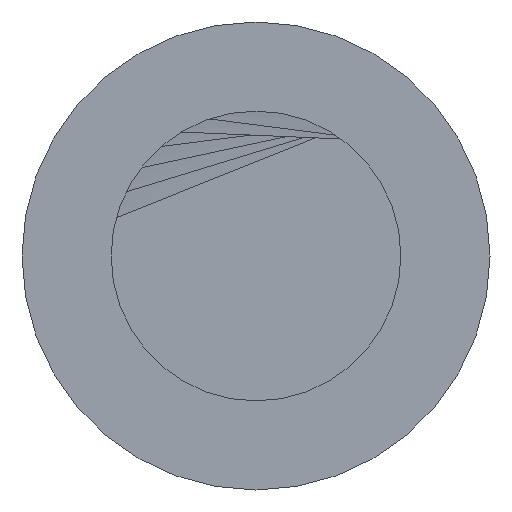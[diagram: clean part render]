
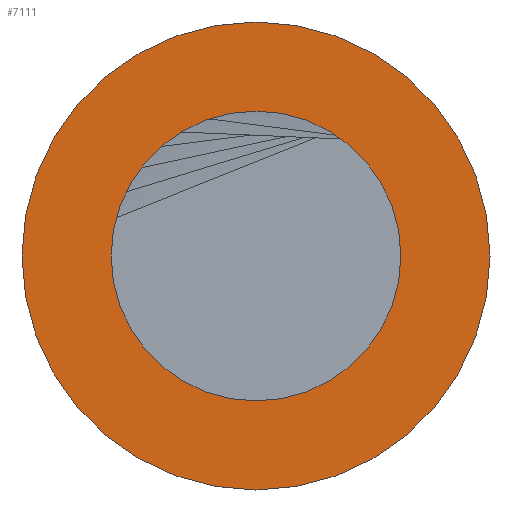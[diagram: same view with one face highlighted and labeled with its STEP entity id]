
A CAD part, front view. The second image highlights one B-rep face of the part: STEP entity #7111.
In plain terms, the highlighted planar face has unit normal (0, -1, 0).
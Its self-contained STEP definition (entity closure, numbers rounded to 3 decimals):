
#1547=FACE_BOUND('',#1969,.T.);
#1570=FACE_OUTER_BOUND('',#1968,.T.);
#1968=EDGE_LOOP('',(#4613));
#1969=EDGE_LOOP('',(#4614));
#2386=CIRCLE('',#7525,21.);
#2387=CIRCLE('',#7527,13.);
#2744=VERTEX_POINT('',#10242);
#2745=VERTEX_POINT('',#10246);
#3490=EDGE_CURVE('',#2744,#2744,#2386,.T.);
#3492=EDGE_CURVE('',#2745,#2745,#2387,.T.);
#4613=ORIENTED_EDGE('',*,*,#3490,.T.);
#4614=ORIENTED_EDGE('',*,*,#3492,.T.);
#6846=PLANE('',#7526);
#7111=ADVANCED_FACE('',(#1570,#1547),#6846,.T.);
#7525=AXIS2_PLACEMENT_3D('',#10243,#8225,#8226);
#7526=AXIS2_PLACEMENT_3D('',#10245,#8228,#8229);
#7527=AXIS2_PLACEMENT_3D('',#10247,#8230,#8231);
#8225=DIRECTION('center_axis',(0.,-1.,0.));
#8226=DIRECTION('ref_axis',(1.,0.,0.));
#8228=DIRECTION('center_axis',(0.,-1.,0.));
#8229=DIRECTION('ref_axis',(1.,0.,0.));
#8230=DIRECTION('center_axis',(0.,1.,0.));
#8231=DIRECTION('ref_axis',(1.,0.,0.));
#10242=CARTESIAN_POINT('',(-21.,-1.5,0.));
#10243=CARTESIAN_POINT('Origin',(0.,-1.5,0.));
#10245=CARTESIAN_POINT('Origin',(0.,-1.5,0.));
#10246=CARTESIAN_POINT('',(-13.,-1.5,0.));
#10247=CARTESIAN_POINT('Origin',(0.,-1.5,0.));
